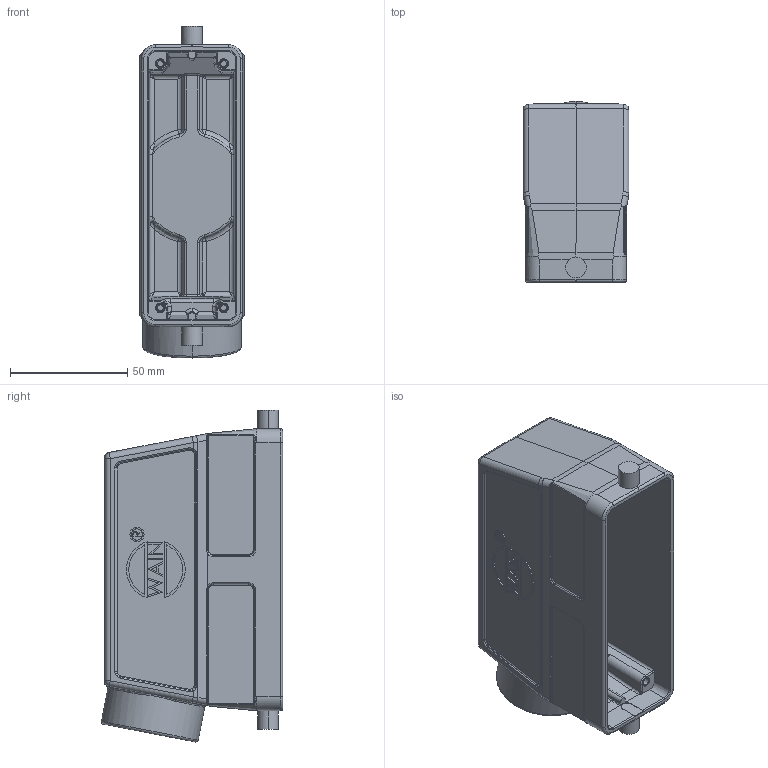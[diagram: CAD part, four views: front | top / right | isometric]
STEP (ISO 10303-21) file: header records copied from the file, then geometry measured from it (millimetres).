
FILE_DESCRIPTION((''),'2;1');
FILE_NAME('3D_1110245155004_H24B-SEH-2B-M3','2020-04-07T',('lian.chen'),(''),'PRO/ENGINEER BY PARAMETRIC TECHNOLOGY CORPORATION, 2012480','PRO/ENGINEER BY PARAMETRIC TECHNOLOGY CORPORATION, 2012480','');
FILE_SCHEMA(('AUTOMOTIVE_DESIGN { 1 0 10303 214 1 1 1 1 }'));
Length unit declared in the file: millimetre
Products named in the file (1): 3D_1110245155004_H24B-SEH-2B-M3
Bounding box: 45 x 77.14 x 141.34 mm (x, y, z)
Volume: 98112 mm3; surface area: 56667 mm2
Topology: 1 solids, 1 shells, 695 faces, 1704 edges, 1019 vertices
Faces by surface type: plane 235, cylinder 201, bspline 142, torus 67, cone 32, extrusion 10, sphere 8
Entity records: 28906 total; most frequent: CARTESIAN_POINT 13532, ORIENTED_EDGE 3352, DIRECTION 2799, EDGE_CURVE 1676, VERTEX_POINT 1019, AXIS2_PLACEMENT_3D 1007, VECTOR 785, LINE 775
